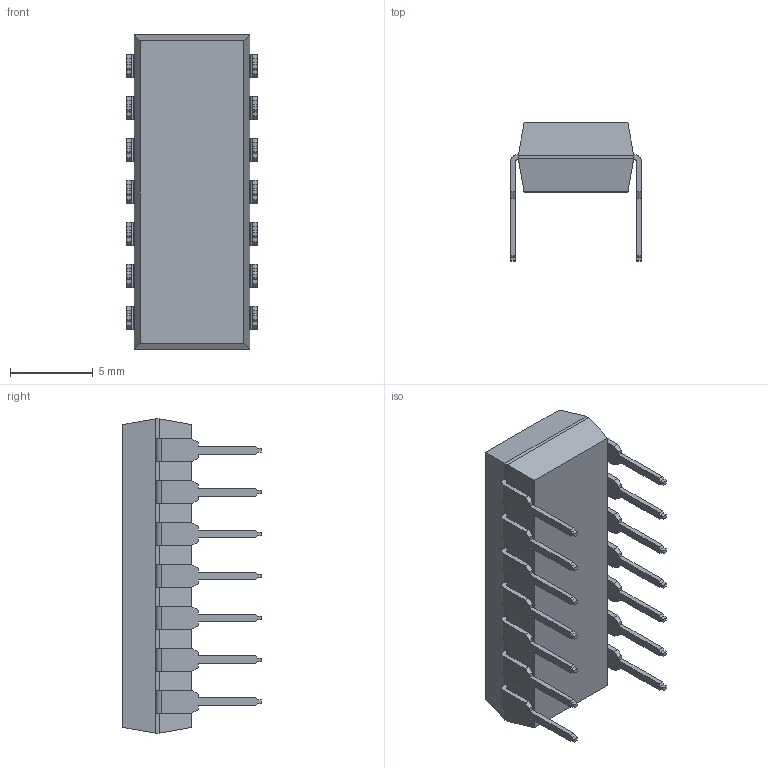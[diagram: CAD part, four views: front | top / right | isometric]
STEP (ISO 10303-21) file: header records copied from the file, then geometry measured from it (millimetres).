
FILE_DESCRIPTION (( 'STEP AP214' ), '1' );
FILE_NAME ('21-0043&&14.STEP', '2024-05-10T00:34:16', ( '' ), ( '' ), 'SwSTEP 2.0', 'SolidWorks 2021', '' );
FILE_SCHEMA (( 'AUTOMOTIVE_DESIGN' ));
Length unit declared in the file: millimetre
Products named in the file (1): 21-0043&&14
Bounding box: 7.9 x 8.38 x 19.05 mm (x, y, z)
Volume: 541.6 mm3; surface area: 657.3 mm2
Topology: 15 solids, 15 shells, 327 faces, 881 edges, 584 vertices
Faces by surface type: plane 297, cylinder 30
Entity records: 10235 total; most frequent: CARTESIAN_POINT 1793, ORIENTED_EDGE 1762, DIRECTION 1597, EDGE_CURVE 881, LINE 821, VECTOR 821, VERTEX_POINT 584, AXIS2_PLACEMENT_3D 388
